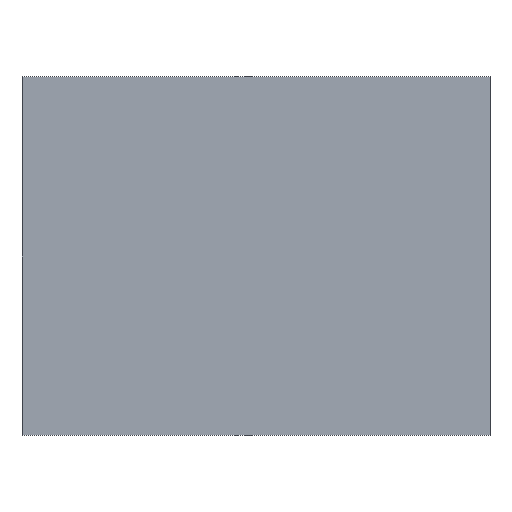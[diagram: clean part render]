
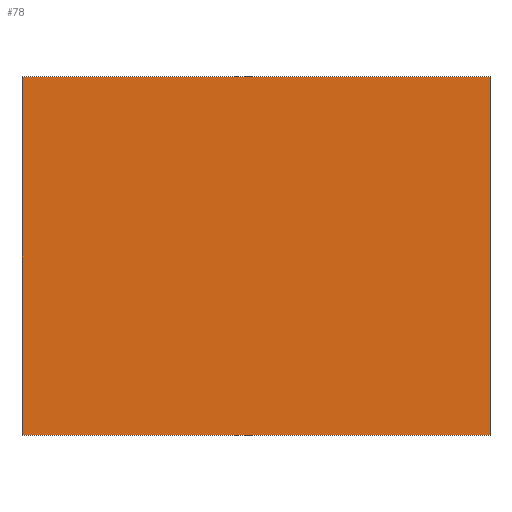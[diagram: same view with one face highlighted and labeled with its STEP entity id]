
A CAD part, front view. The second image highlights one B-rep face of the part: STEP entity #78.
In plain terms, the highlighted planar face has unit normal (0, -1, 0).
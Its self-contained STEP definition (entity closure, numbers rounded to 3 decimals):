
#78=ADVANCED_FACE('',(#366),#368,.T.);
#366=FACE_BOUND('',#367,.T.);
#367=EDGE_LOOP('',(#590,#591,#592,#593));
#368=PLANE('',#369);
#369=AXIS2_PLACEMENT_3D('',#370,#371,#372);
#370=CARTESIAN_POINT('',(-0.15,0.,0.23));
#371=DIRECTION('',(0.,-1.,0.));
#372=DIRECTION('',(0.,0.,-1.));
#590=ORIENTED_EDGE('',*,*,#734,.T.);
#591=ORIENTED_EDGE('',*,*,#735,.T.);
#592=ORIENTED_EDGE('',*,*,#736,.F.);
#593=ORIENTED_EDGE('',*,*,#737,.F.);
#734=EDGE_CURVE('',#806,#807,#808,.T.);
#735=EDGE_CURVE('',#807,#809,#810,.T.);
#736=EDGE_CURVE('',#811,#809,#812,.T.);
#737=EDGE_CURVE('',#806,#811,#813,.T.);
#806=VERTEX_POINT('',#926);
#807=VERTEX_POINT('',#927);
#808=LINE('',#928,#929);
#809=VERTEX_POINT('',#931);
#810=LINE('',#932,#933);
#811=VERTEX_POINT('',#935);
#812=LINE('',#936,#937);
#813=LINE('',#939,#940);
#926=CARTESIAN_POINT('',(-0.15,0.,0.23));
#927=CARTESIAN_POINT('',(-0.15,0.,0.));
#928=CARTESIAN_POINT('',(-0.15,0.,0.23));
#929=VECTOR('',#930,1.);
#930=DIRECTION('',(0.,0.,-1.));
#931=CARTESIAN_POINT('',(0.15,0.,0.));
#932=CARTESIAN_POINT('',(-0.15,0.,0.));
#933=VECTOR('',#934,1.);
#934=DIRECTION('',(1.,0.,0.));
#935=CARTESIAN_POINT('',(0.15,0.,0.23));
#936=CARTESIAN_POINT('',(0.15,0.,0.23));
#937=VECTOR('',#938,1.);
#938=DIRECTION('',(0.,0.,-1.));
#939=CARTESIAN_POINT('',(-0.15,0.,0.23));
#940=VECTOR('',#941,1.);
#941=DIRECTION('',(1.,0.,0.));
